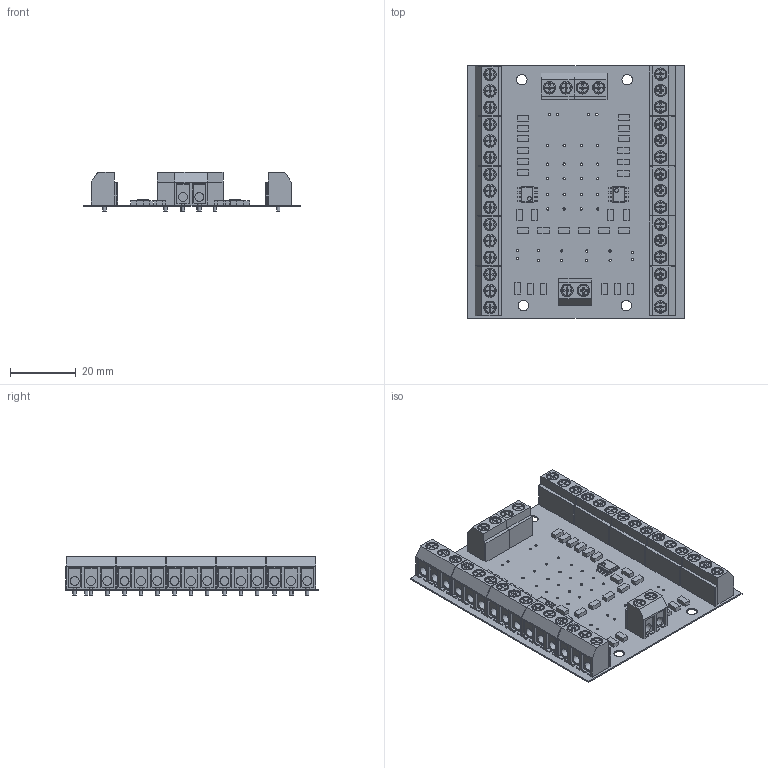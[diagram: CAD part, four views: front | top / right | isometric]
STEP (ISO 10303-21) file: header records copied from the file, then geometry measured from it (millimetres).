
FILE_DESCRIPTION(('Open CASCADE Model'),'2;1');
FILE_NAME('Open CASCADE Shape Model','2020-04-24T10:42:26',('Author'),( 'Open CASCADE'),'Open CASCADE STEP processor 6.8','Open CASCADE 6.8' ,'Unknown');
FILE_SCHEMA(('AUTOMOTIVE_DESIGN { 1 0 10303 214 1 1 1 1 }'));
Products named in the file (1): PCB
Bounding box: 65.96 x 77 x 12 mm (x, y, z)
Volume: 12762.1 mm3; surface area: 34683.1 mm2
Topology: 176 solids, 176 shells, 2573 faces, 6385 edges, 4202 vertices
Faces by surface type: plane 1799, cylinder 682, torus 72, sphere 20
Full cylindrical faces by diameter (mm): 0.7 x36, 1 x36, 1.1 x24, 2.75 x36, 3.2 x4, 3.5 x36, 3.8 x36
Entity records: 77580 total; most frequent: CARTESIAN_POINT 13449, DIRECTION 12961, ORIENTED_EDGE 12770, EDGE_CURVE 6385, LINE 4861, VECTOR 4861, VERTEX_POINT 4202, AXIS2_PLACEMENT_3D 4050
